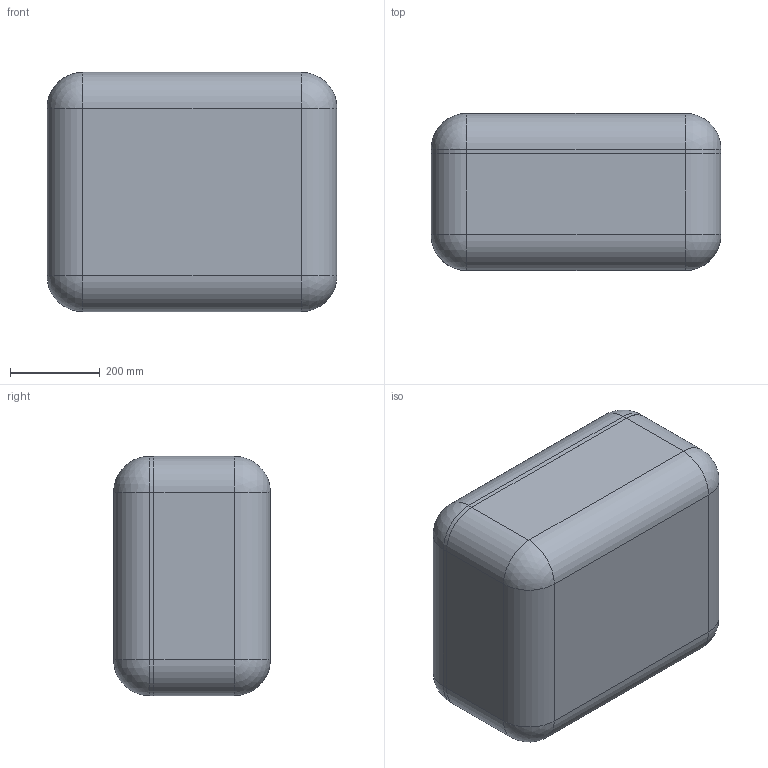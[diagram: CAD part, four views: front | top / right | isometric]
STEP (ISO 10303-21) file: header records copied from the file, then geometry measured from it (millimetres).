
FILE_DESCRIPTION (( 'STEP AP214' ), '1' );
FILE_NAME ('Ñáîðêà_Ê-762(óïð.).STEP', '2023-08-25T06:25:44', ( '' ), ( '' ), 'SwSTEP 2.0', 'SolidWorks 2021', '' );
FILE_SCHEMA (( 'AUTOMOTIVE_DESIGN' ));
Length unit declared in the file: millimetre
Products named in the file (3): Êðûøêà Ê-762-1; Êîðïóñ Ê-762-1; Ñáîðêà_Ê-762(óïð.)
Assembly tree (2 placements, depth 2):
  Ñáîðêà_Ê-762(óïð.)
    Êîðïóñ Ê-762-1
    Êðûøêà Ê-762-1
Bounding box: 647.09 x 350 x 533.98 mm (x, y, z)
Volume: 61030884 mm3; surface area: 2499284.8 mm2
Topology: 2 solids, 2 shells, 2367 faces, 6134 edges, 3776 vertices
Faces by surface type: cylinder 736, plane 664, bspline 613, torus 145, cone 115, sphere 94
Entity records: 117543 total; most frequent: CARTESIAN_POINT 66460, ORIENTED_EDGE 12188, DIRECTION 8497, EDGE_CURVE 6094, VERTEX_POINT 3794, AXIS2_PLACEMENT_3D 3221, EDGE_LOOP 2450, B_SPLINE_CURVE_WITH_KNOTS 2414
